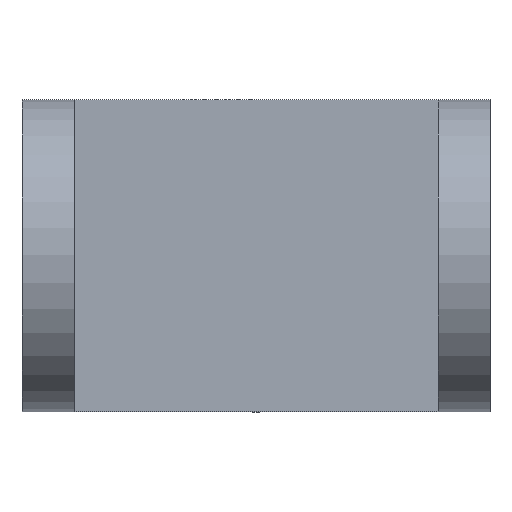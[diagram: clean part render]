
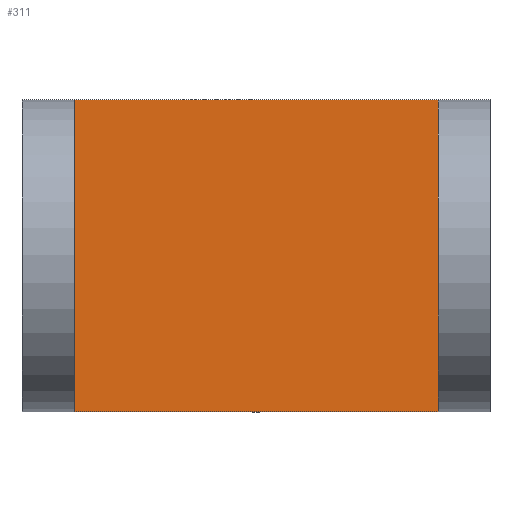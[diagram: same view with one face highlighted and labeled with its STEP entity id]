
A CAD part, top view. The second image highlights one B-rep face of the part: STEP entity #311.
In plain terms, the highlighted planar face has unit normal (0, 0, 1).
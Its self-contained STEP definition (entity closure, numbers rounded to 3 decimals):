
#27=PLANE('',#356);
#44=FACE_OUTER_BOUND('',#66,.T.);
#66=EDGE_LOOP('',(#259,#260,#261,#262));
#82=LINE('',#504,#108);
#91=LINE('',#526,#117);
#93=LINE('',#529,#119);
#94=LINE('',#530,#120);
#108=VECTOR('',#416,10.);
#117=VECTOR('',#439,10.);
#119=VECTOR('',#443,10.);
#120=VECTOR('',#444,10.);
#153=VERTEX_POINT('',#501);
#154=VERTEX_POINT('',#503);
#159=VERTEX_POINT('',#523);
#160=VERTEX_POINT('',#525);
#186=EDGE_CURVE('',#153,#154,#82,.T.);
#197=EDGE_CURVE('',#160,#159,#91,.T.);
#199=EDGE_CURVE('',#160,#153,#93,.T.);
#200=EDGE_CURVE('',#154,#159,#94,.T.);
#259=ORIENTED_EDGE('',*,*,#199,.F.);
#260=ORIENTED_EDGE('',*,*,#197,.T.);
#261=ORIENTED_EDGE('',*,*,#200,.F.);
#262=ORIENTED_EDGE('',*,*,#186,.F.);
#311=ADVANCED_FACE('',(#44),#27,.T.);
#356=AXIS2_PLACEMENT_3D('',#528,#441,#442);
#416=DIRECTION('',(0.,1.,0.));
#439=DIRECTION('',(0.,1.,0.));
#441=DIRECTION('center_axis',(0.,0.,1.));
#442=DIRECTION('ref_axis',(1.,0.,0.));
#443=DIRECTION('',(-1.,0.,0.));
#444=DIRECTION('',(1.,0.,0.));
#501=CARTESIAN_POINT('',(10.,0.,10.));
#503=CARTESIAN_POINT('',(10.,60.,10.));
#504=CARTESIAN_POINT('',(10.,0.,10.));
#523=CARTESIAN_POINT('',(80.,60.,10.));
#525=CARTESIAN_POINT('',(80.,0.,10.));
#526=CARTESIAN_POINT('',(80.,0.,10.));
#528=CARTESIAN_POINT('Origin',(10.,0.,10.));
#529=CARTESIAN_POINT('',(80.,0.,10.));
#530=CARTESIAN_POINT('',(80.,60.,10.));
